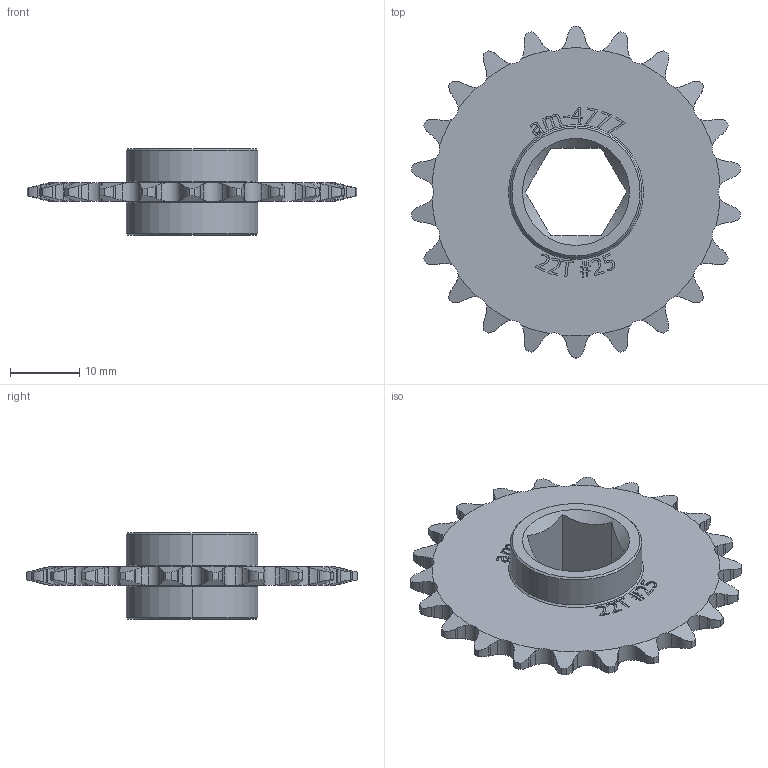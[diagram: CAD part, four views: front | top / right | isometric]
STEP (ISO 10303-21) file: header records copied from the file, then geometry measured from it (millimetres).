
FILE_DESCRIPTION (( 'STEP AP203' ), '1' );
FILE_NAME ('am-4777 22T 25 Chain 500in Hex Symmetrical.STEP', '2022-08-02T13:19:28', ( '' ), ( '' ), 'SwSTEP 2.0', 'SolidWorks 2022', '' );
FILE_SCHEMA (( 'CONFIG_CONTROL_DESIGN' ));
Length unit declared in the file: inch
Products named in the file (1): am-4777 22T 25 Chain 500in Hex Symmetrical
Bounding box: 47.69 x 48.07 x 12.57 mm (x, y, z)
Volume: 4992.3 mm3; surface area: 4305.2 mm2
Topology: 1 solids, 1 shells, 462 faces, 1314 edges, 872 vertices
Faces by surface type: plane 204, cylinder 149, cone 56, bspline 53
Entity records: 17901 total; most frequent: CARTESIAN_POINT 6766, ORIENTED_EDGE 2628, DIRECTION 1802, EDGE_CURVE 1314, VERTEX_POINT 872, VECTOR 666, LINE 666, AXIS2_PLACEMENT_3D 568
